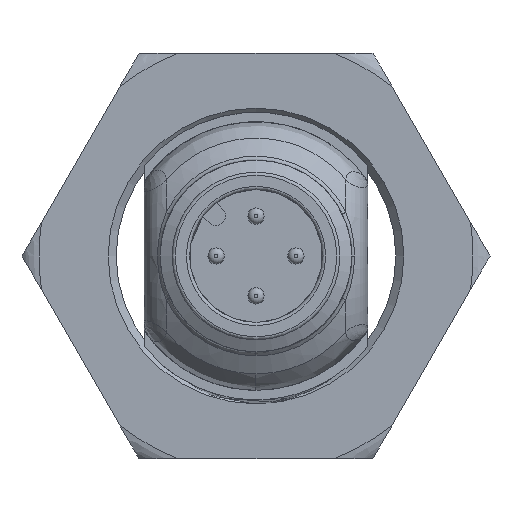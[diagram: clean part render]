
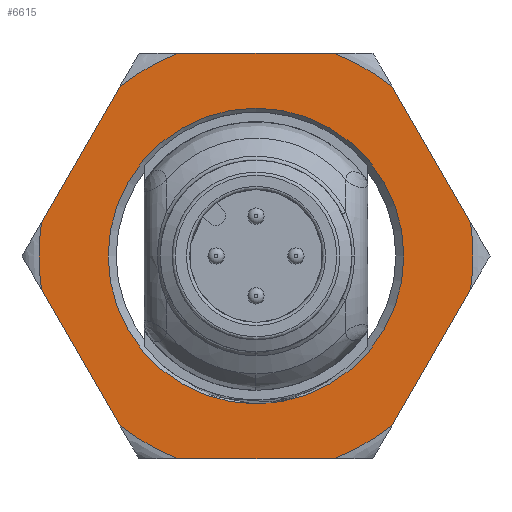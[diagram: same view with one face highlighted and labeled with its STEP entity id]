
A CAD part, left-side view. The second image highlights one B-rep face of the part: STEP entity #6615.
In plain terms, the highlighted planar face has unit normal (-1, 0, 0).
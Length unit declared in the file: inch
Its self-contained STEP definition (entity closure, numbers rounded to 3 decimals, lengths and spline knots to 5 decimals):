
#61 = VERTEX_POINT ( 'NONE', #6396 ) ;
#497 = LINE ( 'NONE', #3807, #3301 ) ;
#593 = VERTEX_POINT ( 'NONE', #5479 ) ;
#663 = EDGE_CURVE ( 'NONE', #6651, #2558, #497, .T. ) ;
#990 = EDGE_LOOP ( 'NONE', ( #3551, #4064, #2032, #1469, #10192, #7447, #5429, #5340, #5979, #10209, #6813, #2976 ) ) ;
#1354 = VECTOR ( 'NONE', #1391, 39.37008 ) ;
#1391 = DIRECTION ( 'NONE',  ( 0., 0.5, 0.866 ) ) ;
#1469 = ORIENTED_EDGE ( 'NONE', *, *, #5487, .T. ) ;
#1497 = CIRCLE ( 'NONE', #3687, 0.53501 ) ;
#1549 = CARTESIAN_POINT ( 'NONE',  ( 0.23447, -0.43233, 0.24961 ) ) ;
#1700 = DIRECTION ( 'NONE',  ( 0., 0.5, -0.866 ) ) ;
#1779 = CARTESIAN_POINT ( 'NONE',  ( 0.23447, -0.52854, 0.08297 ) ) ;
#1983 = DIRECTION ( 'NONE',  ( 0., 0., 1. ) ) ;
#2032 = ORIENTED_EDGE ( 'NONE', *, *, #4665, .T. ) ;
#2079 = CARTESIAN_POINT ( 'NONE',  ( 0.23447, 0., 0. ) ) ;
#2229 = CIRCLE ( 'NONE', #8060, 0.53501 ) ;
#2442 = EDGE_CURVE ( 'NONE', #593, #9955, #1497, .T. ) ;
#2558 = VERTEX_POINT ( 'NONE', #8204 ) ;
#2723 = VERTEX_POINT ( 'NONE', #6434 ) ;
#2897 = DIRECTION ( 'NONE',  ( 0., -0.5, -0.866 ) ) ;
#2913 = EDGE_CURVE ( 'NONE', #2558, #4550, #9799, .T. ) ;
#2976 = ORIENTED_EDGE ( 'NONE', *, *, #5804, .T. ) ;
#3054 = DIRECTION ( 'NONE',  ( -1., 0., 0. ) ) ;
#3065 = CARTESIAN_POINT ( 'NONE',  ( 0.23447, 0., 0. ) ) ;
#3127 = CARTESIAN_POINT ( 'NONE',  ( 0.23447, 0., 0. ) ) ;
#3301 = VECTOR ( 'NONE', #3665, 39.37008 ) ;
#3441 = VERTEX_POINT ( 'NONE', #7075 ) ;
#3551 = ORIENTED_EDGE ( 'NONE', *, *, #7920, .T. ) ;
#3588 = EDGE_CURVE ( 'NONE', #61, #61, #8165, .T. ) ;
#3645 = CARTESIAN_POINT ( 'NONE',  ( 0.23447, -0.43233, -0.24961 ) ) ;
#3665 = DIRECTION ( 'NONE',  ( 0., -1., 0. ) ) ;
#3667 = VERTEX_POINT ( 'NONE', #4037 ) ;
#3681 = DIRECTION ( 'NONE',  ( 0., 0., 1. ) ) ;
#3687 = AXIS2_PLACEMENT_3D ( 'NONE', #5672, #8105, #7150 ) ;
#3700 = AXIS2_PLACEMENT_3D ( 'NONE', #5925, #9145, #1983 ) ;
#3745 = CARTESIAN_POINT ( 'NONE',  ( 0.23447, 0.33612, 0.41624 ) ) ;
#3807 = CARTESIAN_POINT ( 'NONE',  ( 0.23447, 0., -0.49921 ) ) ;
#3871 = CARTESIAN_POINT ( 'NONE',  ( 0.23447, 0.43233, -0.24961 ) ) ;
#4037 = CARTESIAN_POINT ( 'NONE',  ( 0.23447, -0.19241, 0.49921 ) ) ;
#4064 = ORIENTED_EDGE ( 'NONE', *, *, #10345, .T. ) ;
#4082 = VECTOR ( 'NONE', #2897, 39.37008 ) ;
#4232 = VERTEX_POINT ( 'NONE', #6190 ) ;
#4458 = DIRECTION ( 'NONE',  ( 0., 0., -1. ) ) ;
#4470 = DIRECTION ( 'NONE',  ( 0., 0., 1. ) ) ;
#4474 = DIRECTION ( 'NONE',  ( 0., -0.5, 0.866 ) ) ;
#4528 = CARTESIAN_POINT ( 'NONE',  ( 0.23447, 0.52854, 0.08297 ) ) ;
#4550 = VERTEX_POINT ( 'NONE', #5073 ) ;
#4662 = CARTESIAN_POINT ( 'NONE',  ( 0.23447, 0., 0. ) ) ;
#4665 = EDGE_CURVE ( 'NONE', #9572, #9546, #5494, .T. ) ;
#5035 = AXIS2_PLACEMENT_3D ( 'NONE', #4662, #3054, #6414 ) ;
#5063 = ORIENTED_EDGE ( 'NONE', *, *, #3588, .T. ) ;
#5073 = CARTESIAN_POINT ( 'NONE',  ( 0.23447, -0.33612, -0.41624 ) ) ;
#5139 = LINE ( 'NONE', #10031, #7066 ) ;
#5272 = AXIS2_PLACEMENT_3D ( 'NONE', #7585, #7641, #3681 ) ;
#5291 = AXIS2_PLACEMENT_3D ( 'NONE', #2079, #10018, #4458 ) ;
#5314 = LINE ( 'NONE', #3871, #4082 ) ;
#5340 = ORIENTED_EDGE ( 'NONE', *, *, #2913, .T. ) ;
#5429 = ORIENTED_EDGE ( 'NONE', *, *, #663, .T. ) ;
#5435 = DIRECTION ( 'NONE',  ( 1., 0., 0. ) ) ;
#5479 = CARTESIAN_POINT ( 'NONE',  ( 0.23447, -0.52854, -0.08297 ) ) ;
#5487 = EDGE_CURVE ( 'NONE', #9546, #4232, #10069, .T. ) ;
#5494 = LINE ( 'NONE', #8716, #5930 ) ;
#5672 = CARTESIAN_POINT ( 'NONE',  ( 0.23447, 0., 0. ) ) ;
#5802 = AXIS2_PLACEMENT_3D ( 'NONE', #3127, #9421, #9515 ) ;
#5804 = EDGE_CURVE ( 'NONE', #2723, #3667, #9739, .T. ) ;
#5925 = CARTESIAN_POINT ( 'NONE',  ( 0.23447, 0., 0. ) ) ;
#5930 = VECTOR ( 'NONE', #1700, 39.37008 ) ;
#5979 = ORIENTED_EDGE ( 'NONE', *, *, #9533, .T. ) ;
#6016 = PLANE ( 'NONE',  #8715 ) ;
#6190 = CARTESIAN_POINT ( 'NONE',  ( 0.23447, 0.52854, -0.08297 ) ) ;
#6294 = EDGE_CURVE ( 'NONE', #9955, #2723, #8720, .T. ) ;
#6396 = CARTESIAN_POINT ( 'NONE',  ( 0.23447, 0., -0.36417 ) ) ;
#6414 = DIRECTION ( 'NONE',  ( 0., 0., 1. ) ) ;
#6434 = CARTESIAN_POINT ( 'NONE',  ( 0.23447, -0.33612, 0.41624 ) ) ;
#6450 = EDGE_LOOP ( 'NONE', ( #5063 ) ) ;
#6615 = ADVANCED_FACE ( 'NONE', ( #9868, #9132 ), #6016, .F. ) ;
#6651 = VERTEX_POINT ( 'NONE', #10379 ) ;
#6813 = ORIENTED_EDGE ( 'NONE', *, *, #6294, .T. ) ;
#7066 = VECTOR ( 'NONE', #9082, 39.37008 ) ;
#7075 = CARTESIAN_POINT ( 'NONE',  ( 0.23447, 0.33612, -0.41624 ) ) ;
#7147 = EDGE_CURVE ( 'NONE', #3441, #6651, #2229, .T. ) ;
#7150 = DIRECTION ( 'NONE',  ( 0., 0., 1. ) ) ;
#7447 = ORIENTED_EDGE ( 'NONE', *, *, #7147, .T. ) ;
#7543 = DIRECTION ( 'NONE',  ( -1., 0., 0. ) ) ;
#7585 = CARTESIAN_POINT ( 'NONE',  ( 0.23447, 0., 0. ) ) ;
#7641 = DIRECTION ( 'NONE',  ( -1., 0., 0. ) ) ;
#7683 = CARTESIAN_POINT ( 'NONE',  ( 0.23447, 0.19241, 0.49921 ) ) ;
#7920 = EDGE_CURVE ( 'NONE', #3667, #8588, #5139, .T. ) ;
#8011 = CIRCLE ( 'NONE', #5802, 0.53501 ) ;
#8060 = AXIS2_PLACEMENT_3D ( 'NONE', #10094, #7543, #4470 ) ;
#8105 = DIRECTION ( 'NONE',  ( -1., 0., 0. ) ) ;
#8165 = CIRCLE ( 'NONE', #5291, 0.36417 ) ;
#8204 = CARTESIAN_POINT ( 'NONE',  ( 0.23447, -0.19241, -0.49921 ) ) ;
#8569 = EDGE_CURVE ( 'NONE', #4232, #3441, #5314, .T. ) ;
#8588 = VERTEX_POINT ( 'NONE', #7683 ) ;
#8715 = AXIS2_PLACEMENT_3D ( 'NONE', #3065, #5435, #9454 ) ;
#8716 = CARTESIAN_POINT ( 'NONE',  ( 0.23447, 0.43233, 0.24961 ) ) ;
#8720 = LINE ( 'NONE', #1549, #1354 ) ;
#9082 = DIRECTION ( 'NONE',  ( 0., 1., 0. ) ) ;
#9132 = FACE_OUTER_BOUND ( 'NONE', #990, .T. ) ;
#9145 = DIRECTION ( 'NONE',  ( -1., 0., 0. ) ) ;
#9249 = LINE ( 'NONE', #3645, #10218 ) ;
#9421 = DIRECTION ( 'NONE',  ( -1., 0., 0. ) ) ;
#9454 = DIRECTION ( 'NONE',  ( 0., 0., 1. ) ) ;
#9515 = DIRECTION ( 'NONE',  ( 0., 0., 1. ) ) ;
#9533 = EDGE_CURVE ( 'NONE', #4550, #593, #9249, .T. ) ;
#9546 = VERTEX_POINT ( 'NONE', #4528 ) ;
#9572 = VERTEX_POINT ( 'NONE', #3745 ) ;
#9739 = CIRCLE ( 'NONE', #5035, 0.53501 ) ;
#9799 = CIRCLE ( 'NONE', #5272, 0.53501 ) ;
#9868 = FACE_BOUND ( 'NONE', #6450, .T. ) ;
#9955 = VERTEX_POINT ( 'NONE', #1779 ) ;
#10018 = DIRECTION ( 'NONE',  ( 1., 0., 0. ) ) ;
#10031 = CARTESIAN_POINT ( 'NONE',  ( 0.23447, 0., 0.49921 ) ) ;
#10069 = CIRCLE ( 'NONE', #3700, 0.53501 ) ;
#10094 = CARTESIAN_POINT ( 'NONE',  ( 0.23447, 0., 0. ) ) ;
#10192 = ORIENTED_EDGE ( 'NONE', *, *, #8569, .T. ) ;
#10209 = ORIENTED_EDGE ( 'NONE', *, *, #2442, .T. ) ;
#10218 = VECTOR ( 'NONE', #4474, 39.37008 ) ;
#10345 = EDGE_CURVE ( 'NONE', #8588, #9572, #8011, .T. ) ;
#10379 = CARTESIAN_POINT ( 'NONE',  ( 0.23447, 0.19241, -0.49921 ) ) ;
